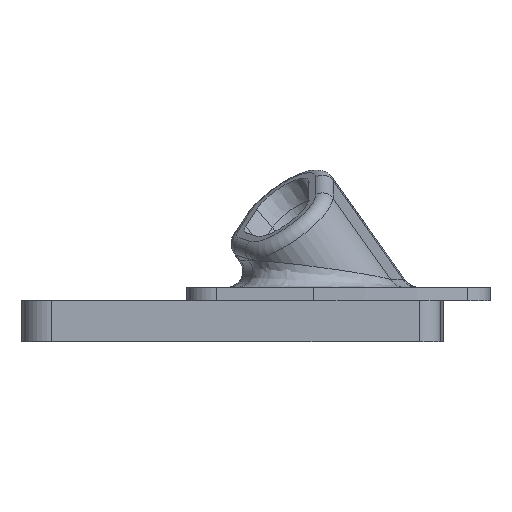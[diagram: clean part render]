
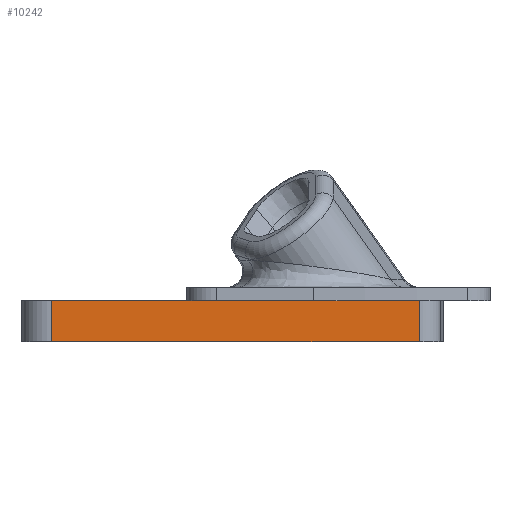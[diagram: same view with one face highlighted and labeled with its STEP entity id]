
A CAD part, left-side view. The second image highlights one B-rep face of the part: STEP entity #10242.
In plain terms, the highlighted planar face has unit normal (-1, 0, 0).
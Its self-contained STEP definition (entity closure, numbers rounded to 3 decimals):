
#4869 = PLANE('',#4870);
#4870 = AXIS2_PLACEMENT_3D('',#4871,#4872,#4873);
#4871 = CARTESIAN_POINT('',(0.,0.,-1.6));
#4872 = DIRECTION('',(0.,0.,1.));
#4873 = DIRECTION('',(1.,0.,0.));
#5332 = VERTEX_POINT('',#5333);
#5333 = CARTESIAN_POINT('',(-72.8,18.4,-1.6));
#5347 = PLANE('',#5348);
#5348 = AXIS2_PLACEMENT_3D('',#5349,#5350,#5351);
#5349 = CARTESIAN_POINT('',(0.,12.8,-1.6));
#5350 = DIRECTION('',(0.,0.,-1.));
#5351 = DIRECTION('',(-1.,0.,0.));
#8259 = EDGE_CURVE('',#5332,#8260,#8262,.T.);
#8260 = VERTEX_POINT('',#8261);
#8261 = CARTESIAN_POINT('',(-72.8,-9.8,-1.6));
#8262 = SURFACE_CURVE('',#8263,(#8267,#8274),.PCURVE_S1.);
#8263 = LINE('',#8264,#8265);
#8264 = CARTESIAN_POINT('',(-72.8,-4.9,-1.6));
#8265 = VECTOR('',#8266,1.);
#8266 = DIRECTION('',(0.,-1.,0.));
#8267 = PCURVE('',#4869,#8268);
#8268 = DEFINITIONAL_REPRESENTATION('',(#8269),#8273);
#8269 = LINE('',#8270,#8271);
#8270 = CARTESIAN_POINT('',(-72.8,-4.9));
#8271 = VECTOR('',#8272,1.);
#8272 = DIRECTION('',(0.,-1.));
#8273 = ( GEOMETRIC_REPRESENTATION_CONTEXT(2) 
PARAMETRIC_REPRESENTATION_CONTEXT() REPRESENTATION_CONTEXT('2D SPACE',''
  ) );
#8274 = PCURVE('',#8275,#8280);
#8275 = PLANE('',#8276);
#8276 = AXIS2_PLACEMENT_3D('',#8277,#8278,#8279);
#8277 = CARTESIAN_POINT('',(-72.8,-9.8,-1.6));
#8278 = DIRECTION('',(-1.,0.,0.));
#8279 = DIRECTION('',(0.,1.,0.));
#8280 = DEFINITIONAL_REPRESENTATION('',(#8281),#8285);
#8281 = LINE('',#8282,#8283);
#8282 = CARTESIAN_POINT('',(4.9,0.));
#8283 = VECTOR('',#8284,1.);
#8284 = DIRECTION('',(-1.,0.));
#8285 = ( GEOMETRIC_REPRESENTATION_CONTEXT(2) 
PARAMETRIC_REPRESENTATION_CONTEXT() REPRESENTATION_CONTEXT('2D SPACE',''
  ) );
#8304 = CYLINDRICAL_SURFACE('',#8305,2.6);
#8305 = AXIS2_PLACEMENT_3D('',#8306,#8307,#8308);
#8306 = CARTESIAN_POINT('',(-70.2,-9.8,-1.6));
#8307 = DIRECTION('',(0.,0.,-1.));
#8308 = DIRECTION('',(0.,-1.,0.));
#8830 = VERTEX_POINT('',#8831);
#8831 = CARTESIAN_POINT('',(-72.8,34.8,-1.6));
#8846 = CYLINDRICAL_SURFACE('',#8847,3.6);
#8847 = AXIS2_PLACEMENT_3D('',#8848,#8849,#8850);
#8848 = CARTESIAN_POINT('',(-69.2,34.8,-1.6));
#8849 = DIRECTION('',(0.,0.,-1.));
#8850 = DIRECTION('',(-1.,0.,0.));
#8858 = EDGE_CURVE('',#5332,#8830,#8859,.T.);
#8859 = SURFACE_CURVE('',#8860,(#8864,#8871),.PCURVE_S1.);
#8860 = LINE('',#8861,#8862);
#8861 = CARTESIAN_POINT('',(-72.8,-9.8,-1.6));
#8862 = VECTOR('',#8863,1.);
#8863 = DIRECTION('',(0.,1.,0.));
#8864 = PCURVE('',#5347,#8865);
#8865 = DEFINITIONAL_REPRESENTATION('',(#8866),#8870);
#8866 = LINE('',#8867,#8868);
#8867 = CARTESIAN_POINT('',(72.8,-22.6));
#8868 = VECTOR('',#8869,1.);
#8869 = DIRECTION('',(0.,1.));
#8870 = ( GEOMETRIC_REPRESENTATION_CONTEXT(2) 
PARAMETRIC_REPRESENTATION_CONTEXT() REPRESENTATION_CONTEXT('2D SPACE',''
  ) );
#8871 = PCURVE('',#8275,#8872);
#8872 = DEFINITIONAL_REPRESENTATION('',(#8873),#8877);
#8873 = LINE('',#8874,#8875);
#8874 = CARTESIAN_POINT('',(0.,0.));
#8875 = VECTOR('',#8876,1.);
#8876 = DIRECTION('',(1.,0.));
#8877 = ( GEOMETRIC_REPRESENTATION_CONTEXT(2) 
PARAMETRIC_REPRESENTATION_CONTEXT() REPRESENTATION_CONTEXT('2D SPACE',''
  ) );
#10242 = ADVANCED_FACE('',(#10243),#8275,.T.);
#10243 = FACE_BOUND('',#10244,.T.);
#10244 = EDGE_LOOP('',(#10245,#10246,#10247,#10270,#10298));
#10245 = ORIENTED_EDGE('',*,*,#8259,.F.);
#10246 = ORIENTED_EDGE('',*,*,#8858,.T.);
#10247 = ORIENTED_EDGE('',*,*,#10248,.T.);
#10248 = EDGE_CURVE('',#8830,#10249,#10251,.T.);
#10249 = VERTEX_POINT('',#10250);
#10250 = CARTESIAN_POINT('',(-72.8,34.8,-6.6));
#10251 = SURFACE_CURVE('',#10252,(#10256,#10263),.PCURVE_S1.);
#10252 = LINE('',#10253,#10254);
#10253 = CARTESIAN_POINT('',(-72.8,34.8,-1.6));
#10254 = VECTOR('',#10255,1.);
#10255 = DIRECTION('',(0.,0.,-1.));
#10256 = PCURVE('',#8275,#10257);
#10257 = DEFINITIONAL_REPRESENTATION('',(#10258),#10262);
#10258 = LINE('',#10259,#10260);
#10259 = CARTESIAN_POINT('',(44.6,0.));
#10260 = VECTOR('',#10261,1.);
#10261 = DIRECTION('',(0.,1.));
#10262 = ( GEOMETRIC_REPRESENTATION_CONTEXT(2) 
PARAMETRIC_REPRESENTATION_CONTEXT() REPRESENTATION_CONTEXT('2D SPACE',''
  ) );
#10263 = PCURVE('',#8846,#10264);
#10264 = DEFINITIONAL_REPRESENTATION('',(#10265),#10269);
#10265 = LINE('',#10266,#10267);
#10266 = CARTESIAN_POINT('',(0.,0.));
#10267 = VECTOR('',#10268,1.);
#10268 = DIRECTION('',(0.,1.));
#10269 = ( GEOMETRIC_REPRESENTATION_CONTEXT(2) 
PARAMETRIC_REPRESENTATION_CONTEXT() REPRESENTATION_CONTEXT('2D SPACE',''
  ) );
#10270 = ORIENTED_EDGE('',*,*,#10271,.F.);
#10271 = EDGE_CURVE('',#10272,#10249,#10274,.T.);
#10272 = VERTEX_POINT('',#10273);
#10273 = CARTESIAN_POINT('',(-72.8,-9.8,-6.6));
#10274 = SURFACE_CURVE('',#10275,(#10279,#10286),.PCURVE_S1.);
#10275 = LINE('',#10276,#10277);
#10276 = CARTESIAN_POINT('',(-72.8,-9.8,-6.6));
#10277 = VECTOR('',#10278,1.);
#10278 = DIRECTION('',(0.,1.,0.));
#10279 = PCURVE('',#8275,#10280);
#10280 = DEFINITIONAL_REPRESENTATION('',(#10281),#10285);
#10281 = LINE('',#10282,#10283);
#10282 = CARTESIAN_POINT('',(0.,5.));
#10283 = VECTOR('',#10284,1.);
#10284 = DIRECTION('',(1.,0.));
#10285 = ( GEOMETRIC_REPRESENTATION_CONTEXT(2) 
PARAMETRIC_REPRESENTATION_CONTEXT() REPRESENTATION_CONTEXT('2D SPACE',''
  ) );
#10286 = PCURVE('',#10287,#10292);
#10287 = PLANE('',#10288);
#10288 = AXIS2_PLACEMENT_3D('',#10289,#10290,#10291);
#10289 = CARTESIAN_POINT('',(0.,12.8,-6.6));
#10290 = DIRECTION('',(0.,0.,-1.));
#10291 = DIRECTION('',(-1.,0.,0.));
#10292 = DEFINITIONAL_REPRESENTATION('',(#10293),#10297);
#10293 = LINE('',#10294,#10295);
#10294 = CARTESIAN_POINT('',(72.8,-22.6));
#10295 = VECTOR('',#10296,1.);
#10296 = DIRECTION('',(0.,1.));
#10297 = ( GEOMETRIC_REPRESENTATION_CONTEXT(2) 
PARAMETRIC_REPRESENTATION_CONTEXT() REPRESENTATION_CONTEXT('2D SPACE',''
  ) );
#10298 = ORIENTED_EDGE('',*,*,#10299,.F.);
#10299 = EDGE_CURVE('',#8260,#10272,#10300,.T.);
#10300 = SURFACE_CURVE('',#10301,(#10305,#10312),.PCURVE_S1.);
#10301 = LINE('',#10302,#10303);
#10302 = CARTESIAN_POINT('',(-72.8,-9.8,-1.6));
#10303 = VECTOR('',#10304,1.);
#10304 = DIRECTION('',(0.,0.,-1.));
#10305 = PCURVE('',#8275,#10306);
#10306 = DEFINITIONAL_REPRESENTATION('',(#10307),#10311);
#10307 = LINE('',#10308,#10309);
#10308 = CARTESIAN_POINT('',(0.,0.));
#10309 = VECTOR('',#10310,1.);
#10310 = DIRECTION('',(0.,1.));
#10311 = ( GEOMETRIC_REPRESENTATION_CONTEXT(2) 
PARAMETRIC_REPRESENTATION_CONTEXT() REPRESENTATION_CONTEXT('2D SPACE',''
  ) );
#10312 = PCURVE('',#8304,#10313);
#10313 = DEFINITIONAL_REPRESENTATION('',(#10314),#10318);
#10314 = LINE('',#10315,#10316);
#10315 = CARTESIAN_POINT('',(1.571,0.));
#10316 = VECTOR('',#10317,1.);
#10317 = DIRECTION('',(0.,1.));
#10318 = ( GEOMETRIC_REPRESENTATION_CONTEXT(2) 
PARAMETRIC_REPRESENTATION_CONTEXT() REPRESENTATION_CONTEXT('2D SPACE',''
  ) );
